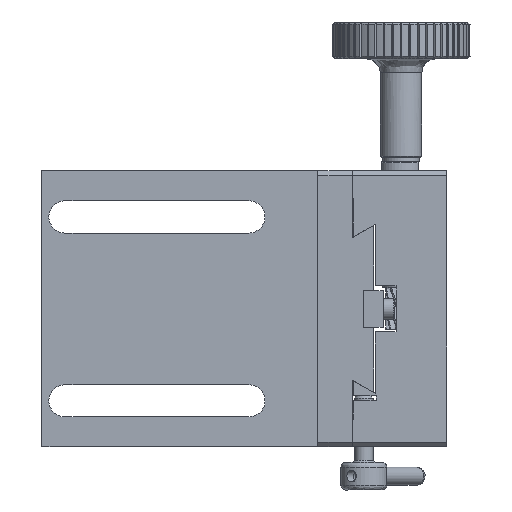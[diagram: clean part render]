
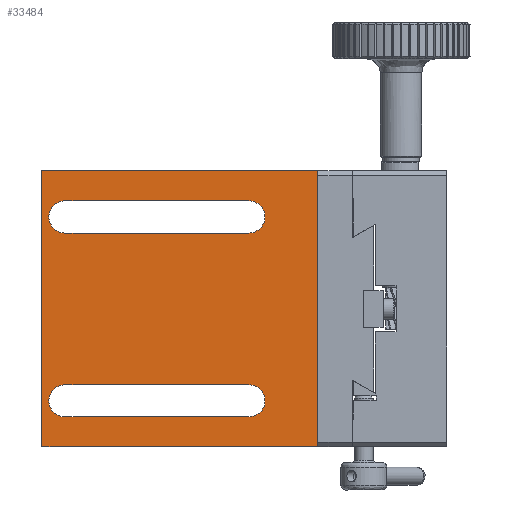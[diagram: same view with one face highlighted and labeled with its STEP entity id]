
A CAD part, front view. The second image highlights one B-rep face of the part: STEP entity #33484.
In plain terms, the highlighted planar face has unit normal (0, -1, 0).
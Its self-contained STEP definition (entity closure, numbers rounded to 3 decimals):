
#1216 = CARTESIAN_POINT ( 'NONE',  ( 63.71, 126.16, 90.741 ) ) ;
#3272 = VERTEX_POINT ( 'NONE', #11527 ) ;
#3502 = DIRECTION ( 'NONE',  ( -1., 0., 0. ) ) ;
#4063 = VERTEX_POINT ( 'NONE', #82623 ) ;
#6788 = EDGE_CURVE ( 'NONE', #96910, #25367, #30175, .T. ) ;
#7411 = FACE_OUTER_BOUND ( 'NONE', #29551, .T. ) ;
#7523 = LINE ( 'NONE', #85484, #68075 ) ;
#7779 = AXIS2_PLACEMENT_3D ( 'NONE', #102955, #60920, #95130 ) ;
#8162 = EDGE_CURVE ( 'NONE', #84405, #32238, #22186, .T. ) ;
#8498 = FACE_BOUND ( 'NONE', #31919, .T. ) ;
#8611 = DIRECTION ( 'NONE',  ( -1., 0., 0. ) ) ;
#10570 = ORIENTED_EDGE ( 'NONE', *, *, #24638, .T. ) ;
#11081 = CARTESIAN_POINT ( 'NONE',  ( 33.71, 126.16, 137.241 ) ) ;
#11527 = CARTESIAN_POINT ( 'NONE',  ( 8.71, 126.16, 137.241 ) ) ;
#11626 = DIRECTION ( 'NONE',  ( -1., 0., 0. ) ) ;
#14710 = DIRECTION ( 'NONE',  ( 0., -1., 0. ) ) ;
#15197 = ORIENTED_EDGE ( 'NONE', *, *, #104514, .F. ) ;
#18564 = LINE ( 'NONE', #104882, #42824 ) ;
#19380 = VERTEX_POINT ( 'NONE', #47858 ) ;
#20183 = VERTEX_POINT ( 'NONE', #34725 ) ;
#20486 = CARTESIAN_POINT ( 'NONE',  ( 63.71, 126.16, 90.741 ) ) ;
#20812 = ORIENTED_EDGE ( 'NONE', *, *, #6788, .F. ) ;
#21207 = EDGE_CURVE ( 'NONE', #37102, #20183, #82981, .T. ) ;
#22186 = LINE ( 'NONE', #73831, #79136 ) ;
#23083 = ORIENTED_EDGE ( 'NONE', *, *, #21207, .F. ) ;
#24638 = EDGE_CURVE ( 'NONE', #32238, #35959, #29538, .T. ) ;
#25367 = VERTEX_POINT ( 'NONE', #36156 ) ;
#26367 = AXIS2_PLACEMENT_3D ( 'NONE', #75881, #110016, #76959 ) ;
#27222 = ORIENTED_EDGE ( 'NONE', *, *, #52549, .F. ) ;
#27346 = EDGE_LOOP ( 'NONE', ( #87981, #46721, #44337, #20812 ) ) ;
#27797 = CARTESIAN_POINT ( 'NONE',  ( 63.71, 126.16, 150.741 ) ) ;
#28310 = CARTESIAN_POINT ( 'NONE',  ( 3.71, 126.16, 150.741 ) ) ;
#28572 = ORIENTED_EDGE ( 'NONE', *, *, #75961, .F. ) ;
#28824 = VECTOR ( 'NONE', #92451, 1000. ) ;
#29538 = LINE ( 'NONE', #36848, #36492 ) ;
#29551 = EDGE_LOOP ( 'NONE', ( #10570, #27222, #69780, #64651 ) ) ;
#29552 = DIRECTION ( 'NONE',  ( -1., 0., 0. ) ) ;
#30175 = LINE ( 'NONE', #39705, #28824 ) ;
#31919 = EDGE_LOOP ( 'NONE', ( #23083, #28572, #102072, #15197 ) ) ;
#32238 = VERTEX_POINT ( 'NONE', #27797 ) ;
#33484 = ADVANCED_FACE ( 'NONE', ( #7411, #8498, #41641 ), #42729, .F. ) ;
#33907 = VECTOR ( 'NONE', #80507, 1000. ) ;
#34725 = CARTESIAN_POINT ( 'NONE',  ( 48.71, 126.16, 144.241 ) ) ;
#35959 = VERTEX_POINT ( 'NONE', #28310 ) ;
#36156 = CARTESIAN_POINT ( 'NONE',  ( 8.71, 126.16, 104.241 ) ) ;
#36492 = VECTOR ( 'NONE', #11626, 1000. ) ;
#36848 = CARTESIAN_POINT ( 'NONE',  ( 63.71, 126.16, 150.741 ) ) ;
#37102 = VERTEX_POINT ( 'NONE', #73604 ) ;
#38705 = CARTESIAN_POINT ( 'NONE',  ( 3.71, 126.16, 120.741 ) ) ;
#38944 = CIRCLE ( 'NONE', #85569, 3.5 ) ;
#39705 = CARTESIAN_POINT ( 'NONE',  ( 33.71, 126.16, 104.241 ) ) ;
#39932 = CARTESIAN_POINT ( 'NONE',  ( 8.71, 126.16, 140.741 ) ) ;
#40331 = EDGE_CURVE ( 'NONE', #25367, #4063, #38944, .T. ) ;
#41238 = VECTOR ( 'NONE', #47677, 1000. ) ;
#41641 = FACE_BOUND ( 'NONE', #27346, .T. ) ;
#42729 = PLANE ( 'NONE',  #26367 ) ;
#42824 = VECTOR ( 'NONE', #77489, 1000. ) ;
#43961 = VECTOR ( 'NONE', #104173, 1000. ) ;
#44337 = ORIENTED_EDGE ( 'NONE', *, *, #40331, .F. ) ;
#44625 = CARTESIAN_POINT ( 'NONE',  ( 3.71, 126.16, 90.741 ) ) ;
#45891 = CIRCLE ( 'NONE', #87123, 3.5 ) ;
#46630 = DIRECTION ( 'NONE',  ( 0., -1., 0. ) ) ;
#46721 = ORIENTED_EDGE ( 'NONE', *, *, #48026, .F. ) ;
#47222 = EDGE_CURVE ( 'NONE', #90079, #3272, #87526, .T. ) ;
#47677 = DIRECTION ( 'NONE',  ( 0., 0., 1. ) ) ;
#47858 = CARTESIAN_POINT ( 'NONE',  ( 48.71, 126.16, 97.241 ) ) ;
#48026 = EDGE_CURVE ( 'NONE', #4063, #19380, #18564, .T. ) ;
#52549 = EDGE_CURVE ( 'NONE', #103557, #35959, #64520, .T. ) ;
#53477 = AXIS2_PLACEMENT_3D ( 'NONE', #39932, #14710, #3502 ) ;
#57031 = DIRECTION ( 'NONE',  ( 0., -1., 0. ) ) ;
#57533 = DIRECTION ( 'NONE',  ( 0., 0., 1. ) ) ;
#60920 = DIRECTION ( 'NONE',  ( 0., -1., 0. ) ) ;
#64520 = LINE ( 'NONE', #38705, #41238 ) ;
#64651 = ORIENTED_EDGE ( 'NONE', *, *, #8162, .T. ) ;
#68075 = VECTOR ( 'NONE', #8611, 1000. ) ;
#69780 = ORIENTED_EDGE ( 'NONE', *, *, #103793, .T. ) ;
#71903 = DIRECTION ( 'NONE',  ( -1., 0., 0. ) ) ;
#72244 = CARTESIAN_POINT ( 'NONE',  ( 8.71, 126.16, 100.741 ) ) ;
#73604 = CARTESIAN_POINT ( 'NONE',  ( 48.71, 126.16, 137.241 ) ) ;
#73831 = CARTESIAN_POINT ( 'NONE',  ( 63.71, 126.16, 150.741 ) ) ;
#75881 = CARTESIAN_POINT ( 'NONE',  ( 33.71, 126.16, 120.741 ) ) ;
#75961 = EDGE_CURVE ( 'NONE', #3272, #37102, #89059, .T. ) ;
#76959 = DIRECTION ( 'NONE',  ( 0., 0., 1. ) ) ;
#77489 = DIRECTION ( 'NONE',  ( 1., 0., 0. ) ) ;
#79136 = VECTOR ( 'NONE', #57533, 1000. ) ;
#79598 = EDGE_CURVE ( 'NONE', #19380, #96910, #45891, .T. ) ;
#80507 = DIRECTION ( 'NONE',  ( 1., 0., 0. ) ) ;
#82623 = CARTESIAN_POINT ( 'NONE',  ( 8.71, 126.16, 97.241 ) ) ;
#82815 = CARTESIAN_POINT ( 'NONE',  ( 8.71, 126.16, 144.241 ) ) ;
#82981 = CIRCLE ( 'NONE', #7779, 3.5 ) ;
#84405 = VERTEX_POINT ( 'NONE', #1216 ) ;
#85484 = CARTESIAN_POINT ( 'NONE',  ( 33.71, 126.16, 144.241 ) ) ;
#85569 = AXIS2_PLACEMENT_3D ( 'NONE', #72244, #57031, #29552 ) ;
#87123 = AXIS2_PLACEMENT_3D ( 'NONE', #89823, #46630, #71903 ) ;
#87526 = CIRCLE ( 'NONE', #53477, 3.5 ) ;
#87981 = ORIENTED_EDGE ( 'NONE', *, *, #79598, .F. ) ;
#89059 = LINE ( 'NONE', #11081, #43961 ) ;
#89823 = CARTESIAN_POINT ( 'NONE',  ( 48.71, 126.16, 100.741 ) ) ;
#90079 = VERTEX_POINT ( 'NONE', #82815 ) ;
#92137 = CARTESIAN_POINT ( 'NONE',  ( 48.71, 126.16, 104.241 ) ) ;
#92451 = DIRECTION ( 'NONE',  ( -1., 0., 0. ) ) ;
#95130 = DIRECTION ( 'NONE',  ( -1., 0., 0. ) ) ;
#96910 = VERTEX_POINT ( 'NONE', #92137 ) ;
#97320 = LINE ( 'NONE', #20486, #33907 ) ;
#102072 = ORIENTED_EDGE ( 'NONE', *, *, #47222, .F. ) ;
#102955 = CARTESIAN_POINT ( 'NONE',  ( 48.71, 126.16, 140.741 ) ) ;
#103557 = VERTEX_POINT ( 'NONE', #44625 ) ;
#103793 = EDGE_CURVE ( 'NONE', #103557, #84405, #97320, .T. ) ;
#104173 = DIRECTION ( 'NONE',  ( 1., 0., 0. ) ) ;
#104514 = EDGE_CURVE ( 'NONE', #20183, #90079, #7523, .T. ) ;
#104882 = CARTESIAN_POINT ( 'NONE',  ( 33.71, 126.16, 97.241 ) ) ;
#110016 = DIRECTION ( 'NONE',  ( 0., 1., 0. ) ) ;
